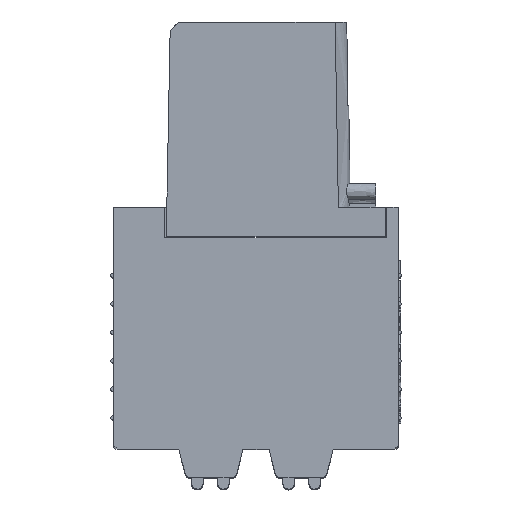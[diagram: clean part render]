
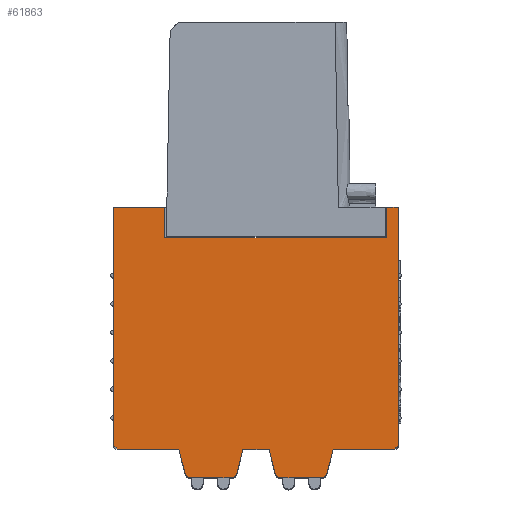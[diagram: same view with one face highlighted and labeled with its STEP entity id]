
A CAD part, top view. The second image highlights one B-rep face of the part: STEP entity #61863.
In plain terms, the highlighted free-form (B-spline) face has degree [1, 1] with [2, 2] control points.
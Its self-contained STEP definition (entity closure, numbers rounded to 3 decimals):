
#41=CARTESIAN_POINT('',(5.85,-7.2,6.82));
#42=VERTEX_POINT('',#41);
#58=CARTESIAN_POINT('',(6.,-7.05,6.82));
#59=VERTEX_POINT('',#58);
#65=CARTESIAN_POINT('',(6.,-7.05,6.82));
#66=CARTESIAN_POINT('',(6.,-7.2,6.82));
#67=CARTESIAN_POINT('',(5.85,-7.2,6.82));
#68=(BOUNDED_CURVE()B_SPLINE_CURVE(2,(#65,#66,#67),.CIRCULAR_ARC.,.F.,.U.)B_SPLINE_CURVE_WITH_KNOTS((3,3),(0.,1.),.UNSPECIFIED.)CURVE()GEOMETRIC_REPRESENTATION_ITEM()RATIONAL_B_SPLINE_CURVE((1.,0.707,1.))REPRESENTATION_ITEM(''));
#69=EDGE_CURVE('',#59,#42,#68,.T.);
#81=CARTESIAN_POINT('',(5.5,3.,6.82));
#82=VERTEX_POINT('',#81);
#88=CARTESIAN_POINT('',(6.,3.,6.82));
#89=VERTEX_POINT('',#88);
#90=CARTESIAN_POINT('',(5.5,3.,6.82));
#91=CARTESIAN_POINT('',(6.,3.,6.82));
#92=B_SPLINE_CURVE_WITH_KNOTS('',1,(#90,#91),.POLYLINE_FORM.,.F.,.U.,(2,2),(0.,1.),.UNSPECIFIED.);
#93=EDGE_CURVE('',#82,#89,#92,.T.);
#405=CARTESIAN_POINT('',(-3.85,1.7,6.82));
#406=VERTEX_POINT('',#405);
#412=CARTESIAN_POINT('',(5.5,1.7,6.82));
#413=VERTEX_POINT('',#412);
#414=CARTESIAN_POINT('',(-3.85,1.7,6.82));
#415=CARTESIAN_POINT('',(5.5,1.7,6.82));
#416=B_SPLINE_CURVE_WITH_KNOTS('',1,(#414,#415),.POLYLINE_FORM.,.F.,.U.,(2,2),(0.,1.),.UNSPECIFIED.);
#417=EDGE_CURVE('',#406,#413,#416,.T.);
#1999=CARTESIAN_POINT('',(0.55,-7.2,6.82));
#2000=VERTEX_POINT('',#1999);
#2006=CARTESIAN_POINT('',(-0.55,-7.2,6.82));
#2007=VERTEX_POINT('',#2006);
#2008=CARTESIAN_POINT('',(0.55,-7.2,6.82));
#2009=CARTESIAN_POINT('',(-0.55,-7.2,6.82));
#2010=B_SPLINE_CURVE_WITH_KNOTS('',1,(#2008,#2009),.POLYLINE_FORM.,.F.,.U.,(2,2),(0.,1.),.UNSPECIFIED.);
#2011=EDGE_CURVE('',#2000,#2007,#2010,.T.);
#2105=CARTESIAN_POINT('',(-2.833,-8.4,6.82));
#2106=VERTEX_POINT('',#2105);
#2112=CARTESIAN_POINT('',(-2.978,-8.286,6.82));
#2113=VERTEX_POINT('',#2112);
#2114=CARTESIAN_POINT('',(-2.833,-8.4,6.82));
#2115=CARTESIAN_POINT('',(-2.95,-8.4,6.82));
#2116=CARTESIAN_POINT('',(-2.978,-8.286,6.82));
#2117=(BOUNDED_CURVE()B_SPLINE_CURVE(2,(#2114,#2115,#2116),.CIRCULAR_ARC.,.F.,.U.)B_SPLINE_CURVE_WITH_KNOTS((3,3),(0.,1.),.UNSPECIFIED.)CURVE()GEOMETRIC_REPRESENTATION_ITEM()RATIONAL_B_SPLINE_CURVE((1.,0.788,1.))REPRESENTATION_ITEM(''));
#2118=EDGE_CURVE('',#2106,#2113,#2117,.T.);
#2134=CARTESIAN_POINT('',(-3.25,-7.2,6.82));
#2135=VERTEX_POINT('',#2134);
#2136=CARTESIAN_POINT('',(-2.978,-8.286,6.82));
#2137=CARTESIAN_POINT('',(-3.25,-7.2,6.82));
#2138=B_SPLINE_CURVE_WITH_KNOTS('',1,(#2136,#2137),.POLYLINE_FORM.,.F.,.U.,(2,2),(0.,1.),.UNSPECIFIED.);
#2139=EDGE_CURVE('',#2113,#2135,#2138,.T.);
#2326=CARTESIAN_POINT('',(-5.85,-7.2,6.82));
#2327=VERTEX_POINT('',#2326);
#2328=CARTESIAN_POINT('',(-3.25,-7.2,6.82));
#2329=CARTESIAN_POINT('',(-5.85,-7.2,6.82));
#2330=B_SPLINE_CURVE_WITH_KNOTS('',1,(#2328,#2329),.POLYLINE_FORM.,.F.,.U.,(2,2),(0.,1.),.UNSPECIFIED.);
#2331=EDGE_CURVE('',#2135,#2327,#2330,.T.);
#2569=CARTESIAN_POINT('',(-6.,-7.05,6.82));
#2570=VERTEX_POINT('',#2569);
#2571=CARTESIAN_POINT('',(-5.85,-7.2,6.82));
#2572=CARTESIAN_POINT('',(-6.,-7.2,6.82));
#2573=CARTESIAN_POINT('',(-6.,-7.05,6.82));
#2574=(BOUNDED_CURVE()B_SPLINE_CURVE(2,(#2571,#2572,#2573),.CIRCULAR_ARC.,.F.,.U.)B_SPLINE_CURVE_WITH_KNOTS((3,3),(0.,1.),.UNSPECIFIED.)CURVE()GEOMETRIC_REPRESENTATION_ITEM()RATIONAL_B_SPLINE_CURVE((1.,0.707,1.))REPRESENTATION_ITEM(''));
#2575=EDGE_CURVE('',#2327,#2570,#2574,.T.);
#2598=CARTESIAN_POINT('',(-6.,3.,6.82));
#2599=VERTEX_POINT('',#2598);
#2600=CARTESIAN_POINT('',(-6.,-7.05,6.82));
#2601=CARTESIAN_POINT('',(-6.,3.,6.82));
#2602=B_SPLINE_CURVE_WITH_KNOTS('',1,(#2600,#2601),.POLYLINE_FORM.,.F.,.U.,(2,2),(0.,1.),.UNSPECIFIED.);
#2603=EDGE_CURVE('',#2570,#2599,#2602,.T.);
#11168=CARTESIAN_POINT('',(-0.967,-8.4,6.82));
#11169=VERTEX_POINT('',#11168);
#11175=CARTESIAN_POINT('',(-0.967,-8.4,6.82));
#11176=CARTESIAN_POINT('',(-2.833,-8.4,6.82));
#11177=B_SPLINE_CURVE_WITH_KNOTS('',1,(#11175,#11176),.POLYLINE_FORM.,.F.,.U.,(2,2),(0.,1.),.UNSPECIFIED.);
#11178=EDGE_CURVE('',#11169,#2106,#11177,.T.);
#11203=CARTESIAN_POINT('',(-0.822,-8.286,6.82));
#11204=VERTEX_POINT('',#11203);
#11210=CARTESIAN_POINT('',(-0.822,-8.286,6.82));
#11211=CARTESIAN_POINT('',(-0.85,-8.4,6.82));
#11212=CARTESIAN_POINT('',(-0.967,-8.4,6.82));
#11213=(BOUNDED_CURVE()B_SPLINE_CURVE(2,(#11210,#11211,#11212),.CIRCULAR_ARC.,.F.,.U.)B_SPLINE_CURVE_WITH_KNOTS((3,3),(0.,1.),.UNSPECIFIED.)CURVE()GEOMETRIC_REPRESENTATION_ITEM()RATIONAL_B_SPLINE_CURVE((1.,0.788,1.))REPRESENTATION_ITEM(''));
#11214=EDGE_CURVE('',#11204,#11169,#11213,.T.);
#11228=CARTESIAN_POINT('',(-0.55,-7.2,6.82));
#11229=CARTESIAN_POINT('',(-0.822,-8.286,6.82));
#11230=B_SPLINE_CURVE_WITH_KNOTS('',1,(#11228,#11229),.POLYLINE_FORM.,.F.,.U.,(2,2),(0.,1.),.UNSPECIFIED.);
#11231=EDGE_CURVE('',#2007,#11204,#11230,.T.);
#11242=CARTESIAN_POINT('',(0.822,-8.286,6.82));
#11243=VERTEX_POINT('',#11242);
#11244=CARTESIAN_POINT('',(0.822,-8.286,6.82));
#11245=CARTESIAN_POINT('',(0.55,-7.2,6.82));
#11246=B_SPLINE_CURVE_WITH_KNOTS('',1,(#11244,#11245),.POLYLINE_FORM.,.F.,.U.,(2,2),(0.,1.),.UNSPECIFIED.);
#11247=EDGE_CURVE('',#11243,#2000,#11246,.T.);
#11286=CARTESIAN_POINT('',(0.967,-8.4,6.82));
#11287=VERTEX_POINT('',#11286);
#11293=CARTESIAN_POINT('',(0.967,-8.4,6.82));
#11294=CARTESIAN_POINT('',(0.85,-8.4,6.82));
#11295=CARTESIAN_POINT('',(0.822,-8.286,6.82));
#11296=(BOUNDED_CURVE()B_SPLINE_CURVE(2,(#11293,#11294,#11295),.CIRCULAR_ARC.,.F.,.U.)B_SPLINE_CURVE_WITH_KNOTS((3,3),(0.,1.),.UNSPECIFIED.)CURVE()GEOMETRIC_REPRESENTATION_ITEM()RATIONAL_B_SPLINE_CURVE((1.,0.788,1.))REPRESENTATION_ITEM(''));
#11297=EDGE_CURVE('',#11287,#11243,#11296,.T.);
#11360=CARTESIAN_POINT('',(2.833,-8.4,6.82));
#11361=VERTEX_POINT('',#11360);
#11367=CARTESIAN_POINT('',(2.833,-8.4,6.82));
#11368=CARTESIAN_POINT('',(0.967,-8.4,6.82));
#11369=B_SPLINE_CURVE_WITH_KNOTS('',1,(#11367,#11368),.POLYLINE_FORM.,.F.,.U.,(2,2),(0.,1.),.UNSPECIFIED.);
#11370=EDGE_CURVE('',#11361,#11287,#11369,.T.);
#11395=CARTESIAN_POINT('',(2.978,-8.286,6.82));
#11396=VERTEX_POINT('',#11395);
#11402=CARTESIAN_POINT('',(2.978,-8.286,6.82));
#11403=CARTESIAN_POINT('',(2.95,-8.4,6.82));
#11404=CARTESIAN_POINT('',(2.833,-8.4,6.82));
#11405=(BOUNDED_CURVE()B_SPLINE_CURVE(2,(#11402,#11403,#11404),.CIRCULAR_ARC.,.F.,.U.)B_SPLINE_CURVE_WITH_KNOTS((3,3),(0.,1.),.UNSPECIFIED.)CURVE()GEOMETRIC_REPRESENTATION_ITEM()RATIONAL_B_SPLINE_CURVE((1.,0.788,1.))REPRESENTATION_ITEM(''));
#11406=EDGE_CURVE('',#11396,#11361,#11405,.T.);
#11419=CARTESIAN_POINT('',(3.25,-7.2,6.82));
#11420=VERTEX_POINT('',#11419);
#11426=CARTESIAN_POINT('',(3.25,-7.2,6.82));
#11427=CARTESIAN_POINT('',(2.978,-8.286,6.82));
#11428=B_SPLINE_CURVE_WITH_KNOTS('',1,(#11426,#11427),.POLYLINE_FORM.,.F.,.U.,(2,2),(0.,1.),.UNSPECIFIED.);
#11429=EDGE_CURVE('',#11420,#11396,#11428,.T.);
#11440=CARTESIAN_POINT('',(5.85,-7.2,6.82));
#11441=CARTESIAN_POINT('',(3.25,-7.2,6.82));
#11442=B_SPLINE_CURVE_WITH_KNOTS('',1,(#11440,#11441),.POLYLINE_FORM.,.F.,.U.,(2,2),(0.,1.),.UNSPECIFIED.);
#11443=EDGE_CURVE('',#42,#11420,#11442,.T.);
#18511=CARTESIAN_POINT('',(6.,3.,6.82));
#18512=CARTESIAN_POINT('',(6.,-7.05,6.82));
#18513=B_SPLINE_CURVE_WITH_KNOTS('',1,(#18511,#18512),.POLYLINE_FORM.,.F.,.U.,(2,2),(0.,1.),.UNSPECIFIED.);
#18514=EDGE_CURVE('',#89,#59,#18513,.T.);
#61797=CARTESIAN_POINT('',(-3.85,3.,6.82));
#61798=VERTEX_POINT('',#61797);
#61799=CARTESIAN_POINT('',(-6.,3.,6.82));
#61800=CARTESIAN_POINT('',(-3.85,3.,6.82));
#61801=B_SPLINE_CURVE_WITH_KNOTS('',1,(#61799,#61800),.POLYLINE_FORM.,.F.,.U.,(2,2),(0.,1.),.UNSPECIFIED.);
#61802=EDGE_CURVE('',#2599,#61798,#61801,.T.);
#61826=CARTESIAN_POINT('',(-17.,-19.352,6.82));
#61827=CARTESIAN_POINT('',(-17.,13.852,6.82));
#61828=CARTESIAN_POINT('',(16.602,-19.352,6.82));
#61829=CARTESIAN_POINT('',(16.602,13.852,6.82));
#61830=B_SPLINE_SURFACE_WITH_KNOTS('',1,1,((#61826,#61827),(#61828,#61829)),.PLANE_SURF.,.F.,.F.,.U.,(2,2),(2,2),(0.,1.),(0.,1.),.UNSPECIFIED.);
#61831=ORIENTED_EDGE('',*,*,#2575,.F.);
#61832=ORIENTED_EDGE('',*,*,#2331,.F.);
#61833=ORIENTED_EDGE('',*,*,#2139,.F.);
#61834=ORIENTED_EDGE('',*,*,#2118,.F.);
#61835=ORIENTED_EDGE('',*,*,#11178,.F.);
#61836=ORIENTED_EDGE('',*,*,#11214,.F.);
#61837=ORIENTED_EDGE('',*,*,#11231,.F.);
#61838=ORIENTED_EDGE('',*,*,#2011,.F.);
#61839=ORIENTED_EDGE('',*,*,#11247,.F.);
#61840=ORIENTED_EDGE('',*,*,#11297,.F.);
#61841=ORIENTED_EDGE('',*,*,#11370,.F.);
#61842=ORIENTED_EDGE('',*,*,#11406,.F.);
#61843=ORIENTED_EDGE('',*,*,#11429,.F.);
#61844=ORIENTED_EDGE('',*,*,#11443,.F.);
#61845=ORIENTED_EDGE('',*,*,#69,.F.);
#61846=ORIENTED_EDGE('',*,*,#18514,.F.);
#61847=ORIENTED_EDGE('',*,*,#93,.F.);
#61848=CARTESIAN_POINT('',(5.5,1.7,6.82));
#61849=CARTESIAN_POINT('',(5.5,3.,6.82));
#61850=B_SPLINE_CURVE_WITH_KNOTS('',1,(#61848,#61849),.POLYLINE_FORM.,.F.,.U.,(2,2),(0.,1.),.UNSPECIFIED.);
#61851=EDGE_CURVE('',#413,#82,#61850,.T.);
#61852=ORIENTED_EDGE('',*,*,#61851,.F.);
#61853=ORIENTED_EDGE('',*,*,#417,.F.);
#61854=CARTESIAN_POINT('',(-3.85,3.,6.82));
#61855=CARTESIAN_POINT('',(-3.85,1.7,6.82));
#61856=B_SPLINE_CURVE_WITH_KNOTS('',1,(#61854,#61855),.POLYLINE_FORM.,.F.,.U.,(2,2),(0.,1.),.UNSPECIFIED.);
#61857=EDGE_CURVE('',#61798,#406,#61856,.T.);
#61858=ORIENTED_EDGE('',*,*,#61857,.F.);
#61859=ORIENTED_EDGE('',*,*,#61802,.F.);
#61860=ORIENTED_EDGE('',*,*,#2603,.F.);
#61861=EDGE_LOOP('',(#61831,#61832,#61833,#61834,#61835,#61836,#61837,#61838,#61839,#61840,#61841,#61842,#61843,#61844,#61845,#61846,#61847,#61852,#61853,#61858,#61859,#61860));
#61862=FACE_OUTER_BOUND('',#61861,.T.);
#61863=ADVANCED_FACE('',(#61862),#61830,.T.);
